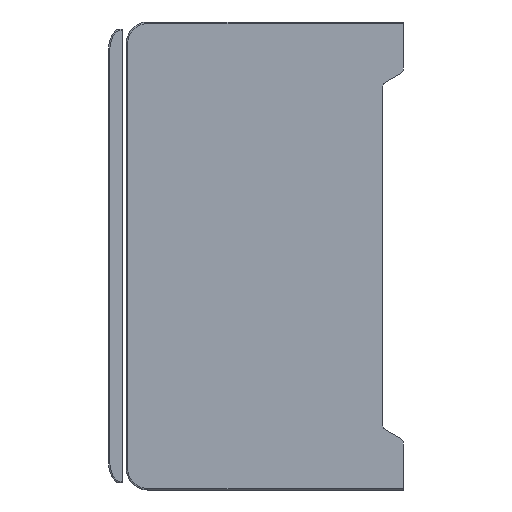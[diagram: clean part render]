
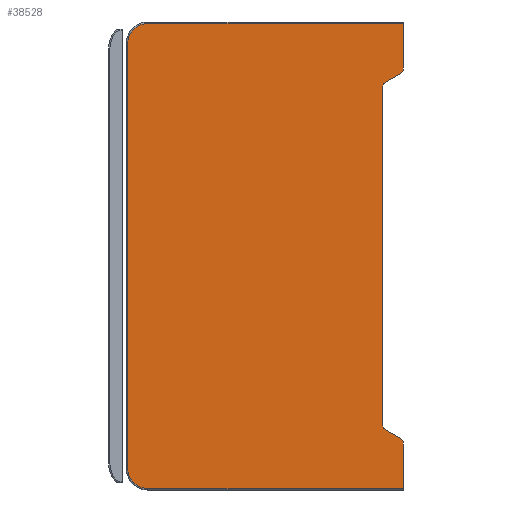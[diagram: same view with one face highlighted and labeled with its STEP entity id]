
A CAD part, left-side view. The second image highlights one B-rep face of the part: STEP entity #38528.
In plain terms, the highlighted planar face has unit normal (-1, 0, 0).
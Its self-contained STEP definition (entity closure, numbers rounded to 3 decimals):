
#1061=DIRECTION('',(0.,0.866,0.5));
#1062=VECTOR('',#1061,2.309);
#1063=CARTESIAN_POINT('',(-76.5,0.5,-25.461));
#1064=LINE('',#1063,#1062);
#1065=CARTESIAN_POINT('',(-76.5,1.,-26.327));
#1066=DIRECTION('',(1.,0.,0.));
#1067=DIRECTION('',(0.,-0.5,0.866));
#1068=AXIS2_PLACEMENT_3D('',#1065,#1066,#1067);
#1070=DIRECTION('',(0.,0.,-1.));
#1071=VECTOR('',#1070,6.223);
#1072=CARTESIAN_POINT('',(-76.5,0.,-26.327));
#1073=LINE('',#1072,#1071);
#1074=DIRECTION('',(0.,1.,0.));
#1075=VECTOR('',#1074,35.8);
#1076=CARTESIAN_POINT('',(-76.5,0.,-32.55));
#1077=LINE('',#1076,#1075);
#1078=CARTESIAN_POINT('',(-76.5,35.8,-29.75));
#1079=DIRECTION('',(1.,0.,0.));
#1080=DIRECTION('',(0.,0.,-1.));
#1081=AXIS2_PLACEMENT_3D('',#1078,#1079,#1080);
#1083=DIRECTION('',(0.,0.,1.));
#1084=VECTOR('',#1083,59.5);
#1085=CARTESIAN_POINT('',(-76.5,38.6,-29.75));
#1086=LINE('',#1085,#1084);
#1087=CARTESIAN_POINT('',(-76.5,35.8,29.75));
#1088=DIRECTION('',(1.,0.,0.));
#1089=DIRECTION('',(0.,1.,0.));
#1090=AXIS2_PLACEMENT_3D('',#1087,#1088,#1089);
#1092=DIRECTION('',(0.,-1.,0.));
#1093=VECTOR('',#1092,35.8);
#1094=CARTESIAN_POINT('',(-76.5,35.8,32.55));
#1095=LINE('',#1094,#1093);
#1096=DIRECTION('',(0.,0.,-1.));
#1097=VECTOR('',#1096,6.223);
#1098=CARTESIAN_POINT('',(-76.5,0.,32.55));
#1099=LINE('',#1098,#1097);
#1100=CARTESIAN_POINT('',(-76.5,1.,26.327));
#1101=DIRECTION('',(1.,0.,0.));
#1102=DIRECTION('',(0.,-1.,0.));
#1103=AXIS2_PLACEMENT_3D('',#1100,#1101,#1102);
#1105=DIRECTION('',(0.,-0.866,0.5));
#1106=VECTOR('',#1105,2.309);
#1107=CARTESIAN_POINT('',(-76.5,2.5,24.307));
#1108=LINE('',#1107,#1106);
#1109=CARTESIAN_POINT('',(-76.5,2.,23.441));
#1110=DIRECTION('',(1.,0.,0.));
#1111=DIRECTION('',(0.,1.,0.));
#1112=AXIS2_PLACEMENT_3D('',#1109,#1110,#1111);
#1114=DIRECTION('',(0.,0.,1.));
#1115=VECTOR('',#1114,46.881);
#1116=CARTESIAN_POINT('',(-76.5,3.,-23.441));
#1117=LINE('',#1116,#1115);
#1118=CARTESIAN_POINT('',(-76.5,2.,-23.441));
#1119=DIRECTION('',(1.,0.,0.));
#1120=DIRECTION('',(0.,0.5,-0.866));
#1121=AXIS2_PLACEMENT_3D('',#1118,#1119,#1120);
#34490=CARTESIAN_POINT('',(-76.5,0.,32.55));
#34492=VERTEX_POINT('',#34490);
#34493=CARTESIAN_POINT('',(-76.5,35.8,32.55));
#34494=VERTEX_POINT('',#34493);
#34499=CARTESIAN_POINT('',(-76.5,38.6,29.75));
#34500=VERTEX_POINT('',#34499);
#34503=CARTESIAN_POINT('',(-76.5,38.6,-29.75));
#34504=VERTEX_POINT('',#34503);
#34507=CARTESIAN_POINT('',(-76.5,35.8,-32.55));
#34508=VERTEX_POINT('',#34507);
#34509=CARTESIAN_POINT('',(-76.5,0.,-32.55));
#34511=VERTEX_POINT('',#34509);
#35371=CARTESIAN_POINT('',(-76.5,0.5,-25.461));
#35372=CARTESIAN_POINT('',(-76.5,2.5,-24.307));
#35373=VERTEX_POINT('',#35371);
#35374=VERTEX_POINT('',#35372);
#35375=CARTESIAN_POINT('',(-76.5,3.,-23.441));
#35376=VERTEX_POINT('',#35375);
#35377=CARTESIAN_POINT('',(-76.5,3.,23.441));
#35378=VERTEX_POINT('',#35377);
#35379=CARTESIAN_POINT('',(-76.5,2.5,24.307));
#35380=VERTEX_POINT('',#35379);
#35381=CARTESIAN_POINT('',(-76.5,0.5,25.461));
#35382=VERTEX_POINT('',#35381);
#35383=CARTESIAN_POINT('',(-76.5,0.,26.327));
#35384=VERTEX_POINT('',#35383);
#35385=CARTESIAN_POINT('',(-76.5,0.,-26.327));
#35386=VERTEX_POINT('',#35385);
#38495=CARTESIAN_POINT('',(-76.5,0.,-32.75));
#38496=DIRECTION('',(-1.,0.,0.));
#38497=DIRECTION('',(0.,0.,1.));
#38498=AXIS2_PLACEMENT_3D('',#38495,#38496,#38497);
#38499=PLANE('',#38498);
#38501=ORIENTED_EDGE('',*,*,#38500,.F.);
#38503=ORIENTED_EDGE('',*,*,#38502,.T.);
#38505=ORIENTED_EDGE('',*,*,#38504,.T.);
#38507=ORIENTED_EDGE('',*,*,#38506,.T.);
#38509=ORIENTED_EDGE('',*,*,#38508,.T.);
#38511=ORIENTED_EDGE('',*,*,#38510,.T.);
#38513=ORIENTED_EDGE('',*,*,#38512,.T.);
#38515=ORIENTED_EDGE('',*,*,#38514,.T.);
#38517=ORIENTED_EDGE('',*,*,#38516,.T.);
#38519=ORIENTED_EDGE('',*,*,#38518,.T.);
#38521=ORIENTED_EDGE('',*,*,#38520,.F.);
#38522=ORIENTED_EDGE('',*,*,#38486,.F.);
#38523=ORIENTED_EDGE('',*,*,#38419,.F.);
#38525=ORIENTED_EDGE('',*,*,#38524,.F.);
#38526=EDGE_LOOP('',(#38501,#38503,#38505,#38507,#38509,#38511,#38513,#38515,
#38517,#38519,#38521,#38522,#38523,#38525));
#38527=FACE_OUTER_BOUND('',#38526,.F.);
#38528=ADVANCED_FACE('',(#38527),#38499,.T.);
#1069=CIRCLE('',#1068,1.);
#1082=CIRCLE('',#1081,2.8);
#1091=CIRCLE('',#1090,2.8);
#1104=CIRCLE('',#1103,1.);
#1113=CIRCLE('',#1112,1.);
#1122=CIRCLE('',#1121,1.);
#38419=EDGE_CURVE('',#35376,#35378,#1117,.T.);
#38486=EDGE_CURVE('',#35378,#35380,#1113,.T.);
#38500=EDGE_CURVE('',#35373,#35374,#1064,.T.);
#38502=EDGE_CURVE('',#35373,#35386,#1069,.T.);
#38504=EDGE_CURVE('',#35386,#34511,#1073,.T.);
#38506=EDGE_CURVE('',#34511,#34508,#1077,.T.);
#38508=EDGE_CURVE('',#34508,#34504,#1082,.T.);
#38510=EDGE_CURVE('',#34504,#34500,#1086,.T.);
#38512=EDGE_CURVE('',#34500,#34494,#1091,.T.);
#38514=EDGE_CURVE('',#34494,#34492,#1095,.T.);
#38516=EDGE_CURVE('',#34492,#35384,#1099,.T.);
#38518=EDGE_CURVE('',#35384,#35382,#1104,.T.);
#38520=EDGE_CURVE('',#35380,#35382,#1108,.T.);
#38524=EDGE_CURVE('',#35374,#35376,#1122,.T.);
